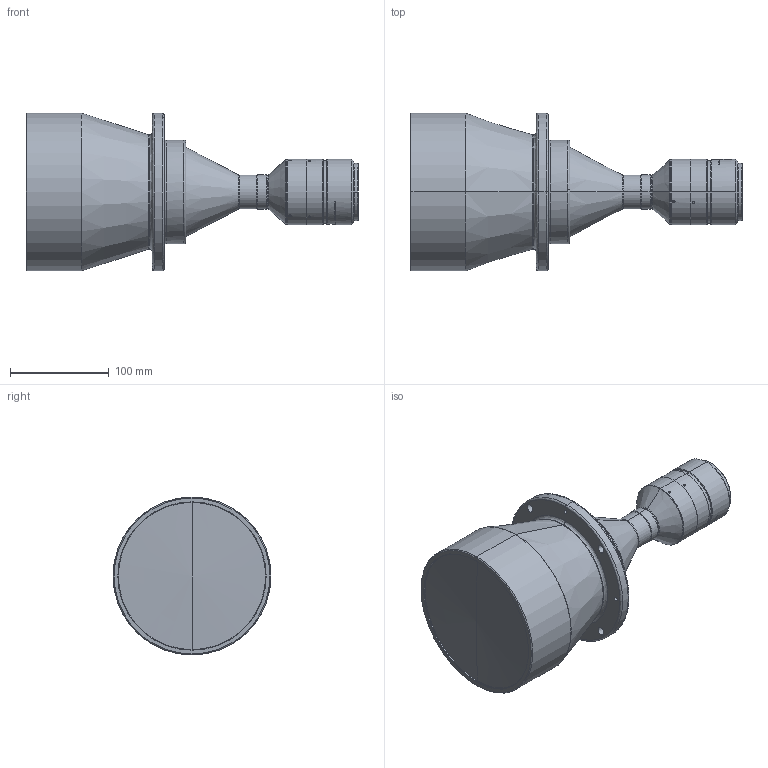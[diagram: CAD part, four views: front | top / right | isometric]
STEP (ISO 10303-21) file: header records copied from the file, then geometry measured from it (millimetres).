
FILE_DESCRIPTION (( 'STEP AP203' ), '1' );
FILE_NAME ('DTCM430H-120H-M58-AL.STEP', '2023-05-05T02:45:11', ( '' ), ( '' ), 'SwSTEP 2.0', 'SolidWorks 2017', '' );
FILE_SCHEMA (( 'CONFIG_CONTROL_DESIGN' ));
Length unit declared in the file: millimetre
Products named in the file (1): DTCM430H-120H-M58-AL
Bounding box: 336.41 x 160 x 160 mm (x, y, z)
Volume: 3086909.7 mm3; surface area: 155709.7 mm2
Topology: 1 solids, 1 shells, 149 faces, 351 edges, 218 vertices
Faces by surface type: cylinder 74, cone 36, plane 23, bspline 16
Entity records: 5103 total; most frequent: CARTESIAN_POINT 1630, DIRECTION 732, ORIENTED_EDGE 694, EDGE_CURVE 347, AXIS2_PLACEMENT_3D 304, VERTEX_POINT 218, EDGE_LOOP 183, CIRCLE 170
